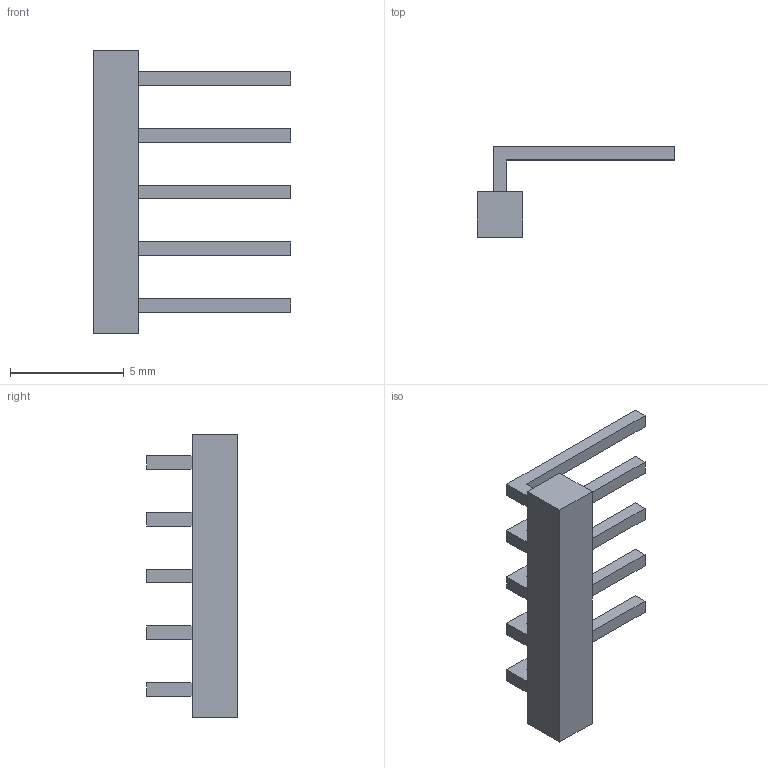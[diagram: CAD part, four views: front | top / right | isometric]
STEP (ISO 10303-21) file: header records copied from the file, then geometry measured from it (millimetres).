
FILE_DESCRIPTION (( 'STEP AP214' ), '1' );
FILE_NAME ('MAX6675-K Header.STEP', '2019-10-13T11:30:26', ( '' ), ( '' ), 'SwSTEP 2.0', 'SolidWorks 2018', '' );
FILE_SCHEMA (( 'AUTOMOTIVE_DESIGN' ));
Length unit declared in the file: millimetre
Products named in the file (3): MAX6675-K Header; Header-Pin; Header-Base
Assembly tree (6 placements, depth 2):
  MAX6675-K Header
    Header-Base
    Header-Pin  x5
Bounding box: 8.7 x 4 x 12.5 mm (x, y, z)
Volume: 66.9 mm3; surface area: 224.4 mm2
Topology: 6 solids, 6 shells, 46 faces, 102 edges, 68 vertices
Faces by surface type: plane 46
Entity records: 516 total; most frequent: DIRECTION 76, CARTESIAN_POINT 73, ORIENTED_EDGE 60, LINE 30, EDGE_CURVE 30, VECTOR 30, AXIS2_PLACEMENT_3D 23, VERTEX_POINT 20
